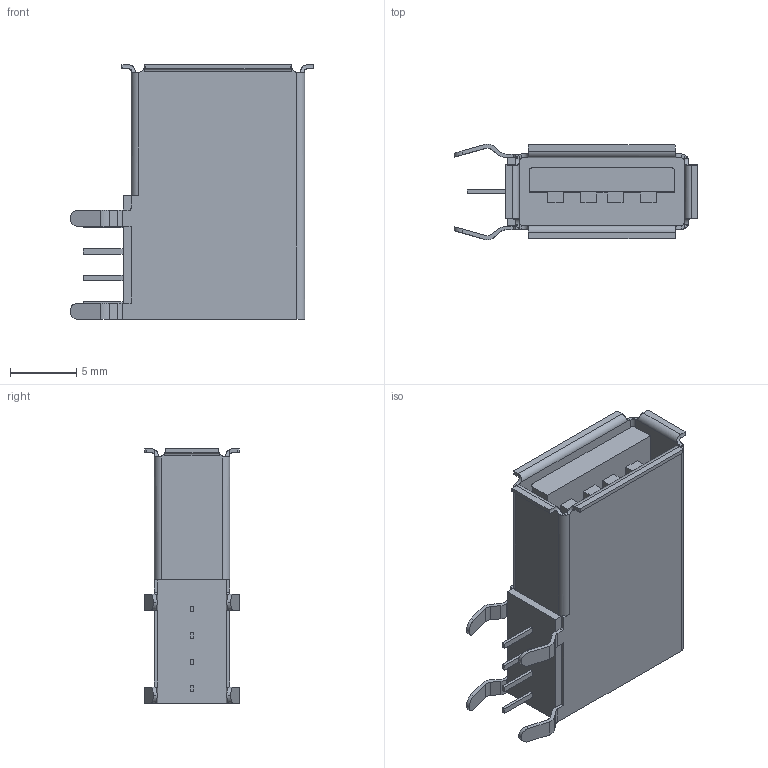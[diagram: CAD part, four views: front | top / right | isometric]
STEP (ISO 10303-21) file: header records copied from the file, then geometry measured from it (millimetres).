
FILE_DESCRIPTION(('STEP AP214'),'1');
FILE_NAME('usb_a-usb_a-e.stp','2016-05-07T05:19:38',('TraceParts'),('TraceParts S.A.'),'Spatial InterOp 3D',' ',' ');
FILE_SCHEMA(('automotive_design'));
Length unit declared in the file: millimetre
Products named in the file (1): 1
Bounding box: 18.41 x 7.2 x 19.2 mm (x, y, z)
Volume: 1101.9 mm3; surface area: 1544.1 mm2
Topology: 1 solids, 1 shells, 185 faces, 534 edges, 356 vertices
Faces by surface type: plane 125, cylinder 60
Entity records: 7807 total; most frequent: CARTESIAN_POINT 1362, ORIENTED_EDGE 1068, DIRECTION 1011, EDGE_CURVE 534, LINE 373, VECTOR 373, VERTEX_POINT 356, AXIS2_PLACEMENT_3D 319
